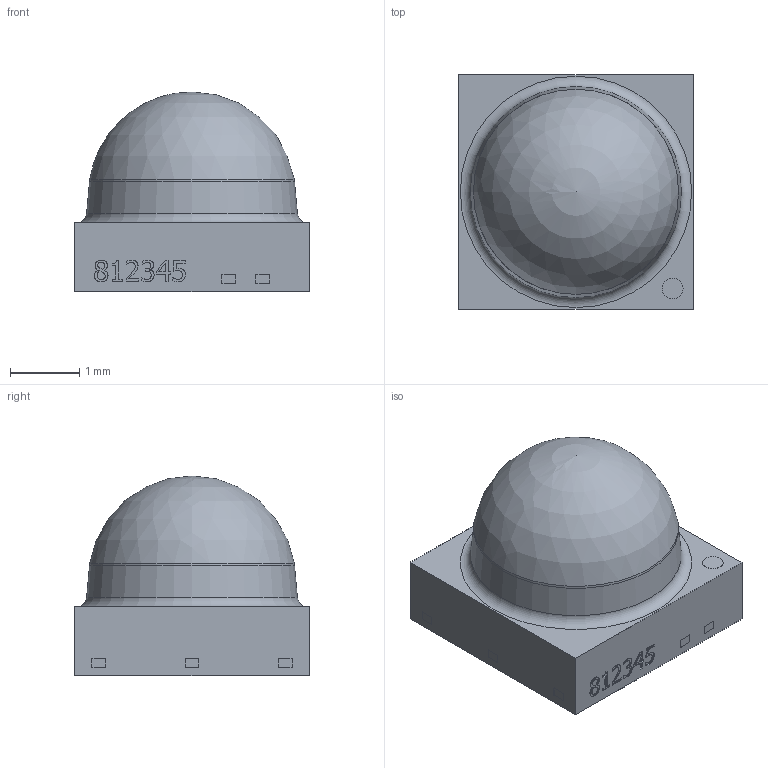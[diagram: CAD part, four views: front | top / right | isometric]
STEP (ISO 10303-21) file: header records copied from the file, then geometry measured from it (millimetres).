
FILE_DESCRIPTION(/* description */ (''),/* implementation_level */ '2;1');
FILE_NAME(/* name */ 'VSMA10xx25 MARCOM.stp',/* time_stamp */ '2021-06-29T09:35:12+02:00',/* author */ ('pmuehleck'),/* organization */ (''),/* preprocessor_version */ 'ST-DEVELOPER v17.2',/* originating_system */ 'Autodesk Inventor 2019',/* authorisation */ '');
FILE_SCHEMA (('AUTOMOTIVE_DESIGN { 1 0 10303 214 3 1 1 }'));
Length unit declared in the file: millimetre
Products named in the file (1): PM-10065
Bounding box: 3.4 x 3.4 x 2.9 mm (x, y, z)
Volume: 21.5 mm3; surface area: 46.8 mm2
Topology: 1 solids, 1 shells, 210 faces, 555 edges, 370 vertices
Faces by surface type: plane 129, bspline 63, cylinder 14, torus 2, sphere 1, cone 1
Full cylindrical faces by diameter (mm): 0.3 x1
Entity records: 7104 total; most frequent: CARTESIAN_POINT 2141, ORIENTED_EDGE 1108, DIRECTION 762, EDGE_CURVE 554, LINE 390, VECTOR 390, VERTEX_POINT 370, EDGE_LOOP 234
